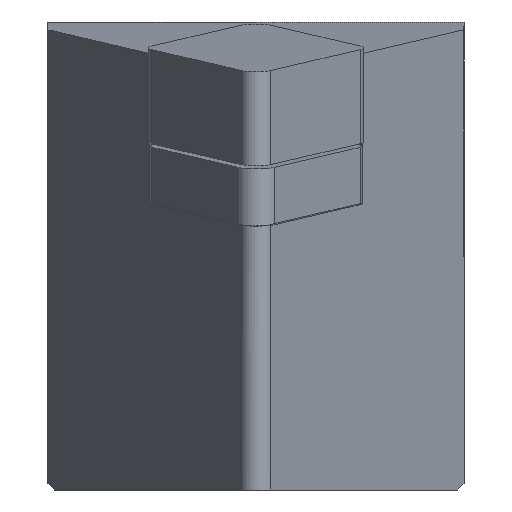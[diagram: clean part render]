
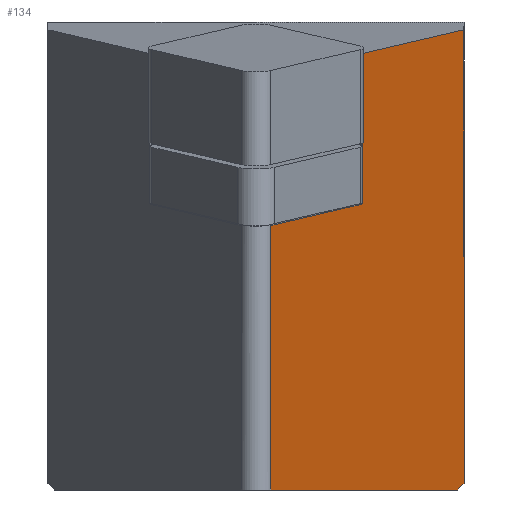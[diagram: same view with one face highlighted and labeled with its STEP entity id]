
A CAD part, left-side view. The second image highlights one B-rep face of the part: STEP entity #134.
In plain terms, the highlighted planar face has unit normal (-0.458, -0.887, -0.056).
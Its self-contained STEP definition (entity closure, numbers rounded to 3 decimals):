
#134=ADVANCED_FACE('',(#219),#181,.F.);
#181=PLANE('',#943);
#219=FACE_OUTER_BOUND('',#266,.T.);
#266=EDGE_LOOP('',(#546,#547,#548,#549,#550,#551,#552,#553));
#308=LINE('',#1247,#403);
#312=LINE('',#1255,#407);
#321=LINE('',#1271,#416);
#337=LINE('',#1302,#432);
#342=LINE('',#1312,#437);
#343=LINE('',#1314,#438);
#344=LINE('',#1316,#439);
#345=LINE('',#1318,#440);
#403=VECTOR('',#1014,1.);
#407=VECTOR('',#1020,1.);
#416=VECTOR('',#1033,1.);
#432=VECTOR('',#1055,1.);
#437=VECTOR('',#1062,1.);
#438=VECTOR('',#1063,1.);
#439=VECTOR('',#1064,1.);
#440=VECTOR('',#1065,1.);
#546=ORIENTED_EDGE('',*,*,#807,.F.);
#547=ORIENTED_EDGE('',*,*,#803,.F.);
#548=ORIENTED_EDGE('',*,*,#837,.F.);
#549=ORIENTED_EDGE('',*,*,#838,.F.);
#550=ORIENTED_EDGE('',*,*,#839,.F.);
#551=ORIENTED_EDGE('',*,*,#840,.F.);
#552=ORIENTED_EDGE('',*,*,#832,.F.);
#553=ORIENTED_EDGE('',*,*,#816,.F.);
#730=VERTEX_POINT('',#1245);
#732=VERTEX_POINT('',#1248);
#735=VERTEX_POINT('',#1256);
#740=VERTEX_POINT('',#1272);
#752=VERTEX_POINT('',#1303);
#756=VERTEX_POINT('',#1313);
#757=VERTEX_POINT('',#1315);
#758=VERTEX_POINT('',#1317);
#803=EDGE_CURVE('',#730,#732,#308,.T.);
#807=EDGE_CURVE('',#732,#735,#312,.T.);
#816=EDGE_CURVE('',#735,#740,#321,.T.);
#832=EDGE_CURVE('',#740,#752,#337,.T.);
#837=EDGE_CURVE('',#756,#730,#342,.T.);
#838=EDGE_CURVE('',#757,#756,#343,.T.);
#839=EDGE_CURVE('',#758,#757,#344,.T.);
#840=EDGE_CURVE('',#752,#758,#345,.T.);
#943=AXIS2_PLACEMENT_3D('',#1319,#1066,#1067);
#1014=DIRECTION('',(0.88,-0.462,0.108));
#1020=DIRECTION('',(-0.122,0.,0.993));
#1033=DIRECTION('',(0.88,-0.462,0.108));
#1055=DIRECTION('',(0.122,0.,-0.993));
#1062=DIRECTION('',(0.88,-0.462,0.108));
#1063=DIRECTION('',(-0.122,0.,0.993));
#1064=DIRECTION('',(-0.888,0.459,0.));
#1065=DIRECTION('',(-0.788,0.435,-0.435));
#1066=DIRECTION('',(0.458,0.887,0.056));
#1067=DIRECTION('',(-0.888,0.459,0.));
#1245=CARTESIAN_POINT('',(11.318,-15.102,-6.207));
#1247=CARTESIAN_POINT('',(20.657,-20.,-5.06));
#1248=CARTESIAN_POINT('',(11.371,-15.13,-6.2));
#1255=CARTESIAN_POINT('',(15.327,-15.13,-38.418));
#1256=CARTESIAN_POINT('',(10.489,-15.13,0.986));
#1271=CARTESIAN_POINT('',(19.775,-20.,2.126));
#1272=CARTESIAN_POINT('',(19.775,-20.,2.126));
#1302=CARTESIAN_POINT('',(24.613,-20.,-37.278));
#1303=CARTESIAN_POINT('',(22.455,-20.,-19.7));
#1312=CARTESIAN_POINT('',(20.657,-20.,-5.06));
#1313=CARTESIAN_POINT('',(2.944,-10.71,-7.235));
#1314=CARTESIAN_POINT('',(6.899,-10.71,-39.453));
#1315=CARTESIAN_POINT('',(4.511,-10.71,-20.));
#1316=CARTESIAN_POINT('',(24.166,-20.865,-20.));
#1317=CARTESIAN_POINT('',(21.911,-19.7,-20.));
#1318=CARTESIAN_POINT('',(17.768,-17.414,-22.286));
#1319=CARTESIAN_POINT('',(24.613,-20.,-37.278));
